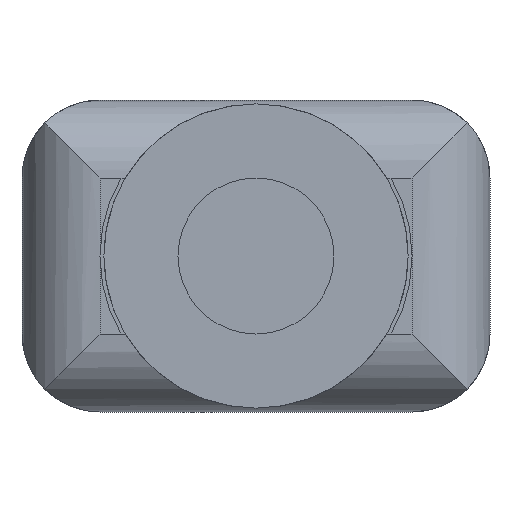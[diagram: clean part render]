
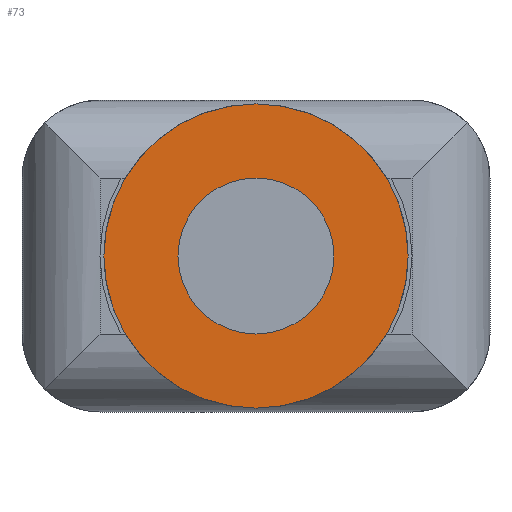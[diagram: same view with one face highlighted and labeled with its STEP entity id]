
A CAD part, left-side view. The second image highlights one B-rep face of the part: STEP entity #73.
In plain terms, the highlighted planar face has unit normal (-1, 0, 0).
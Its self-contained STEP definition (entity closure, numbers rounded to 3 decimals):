
#73=ADVANCED_FACE('',(#130,#131),#132,.T.);
#130=FACE_BOUND('',#189,.T.);
#131=FACE_OUTER_BOUND('',#190,.T.);
#132=PLANE('',#191);
#189=EDGE_LOOP('',(#413,#414));
#190=EDGE_LOOP('',(#415,#416));
#191=AXIS2_PLACEMENT_3D('',#417,#418,#419);
#413=ORIENTED_EDGE('',*,*,#446,.T.);
#414=ORIENTED_EDGE('',*,*,#447,.T.);
#415=ORIENTED_EDGE('',*,*,#430,.F.);
#416=ORIENTED_EDGE('',*,*,#502,.F.);
#417=CARTESIAN_POINT('',(0.0,0.975,0.0));
#418=DIRECTION('',(-1.0,0.0,0.0));
#419=DIRECTION('',(0.0,-1.0,0.0));
#430=EDGE_CURVE('',#503,#506,#507,.T.);
#446=EDGE_CURVE('',#532,#536,#538,.T.);
#447=EDGE_CURVE('',#536,#532,#539,.T.);
#502=EDGE_CURVE('',#506,#503,#624,.T.);
#503=VERTEX_POINT('',#625);
#506=VERTEX_POINT('',#629);
#507=CIRCLE('',#630,1.95);
#532=VERTEX_POINT('',#660);
#536=VERTEX_POINT('',#665);
#538=CIRCLE('',#668,1.0);
#539=CIRCLE('',#669,1.0);
#624=CIRCLE('',#776,1.95);
#625=CARTESIAN_POINT('',(0.0,1.95,0.0));
#629=CARTESIAN_POINT('',(0.0,-1.95,0.));
#630=AXIS2_PLACEMENT_3D('',#778,#779,#780);
#660=CARTESIAN_POINT('',(0.0,0.0,-1.0));
#665=CARTESIAN_POINT('',(0.0,0.,1.0));
#668=AXIS2_PLACEMENT_3D('',#812,#813,#814);
#669=AXIS2_PLACEMENT_3D('',#815,#816,#817);
#776=AXIS2_PLACEMENT_3D('',#936,#937,#938);
#778=CARTESIAN_POINT('',(0.0,0.0,0.0));
#779=DIRECTION('',(1.0,0.0,0.0));
#780=DIRECTION('',(0.0,1.0,0.0));
#812=CARTESIAN_POINT('',(0.0,0.0,0.0));
#813=DIRECTION('',(1.0,-0.0,0.0));
#814=DIRECTION('',(0.0,0.0,-1.0));
#815=CARTESIAN_POINT('',(0.0,0.0,0.0));
#816=DIRECTION('',(1.0,-0.0,0.0));
#817=DIRECTION('',(0.0,0.0,-1.0));
#936=CARTESIAN_POINT('',(0.0,0.0,0.0));
#937=DIRECTION('',(1.0,0.0,0.0));
#938=DIRECTION('',(0.0,1.0,0.0));
